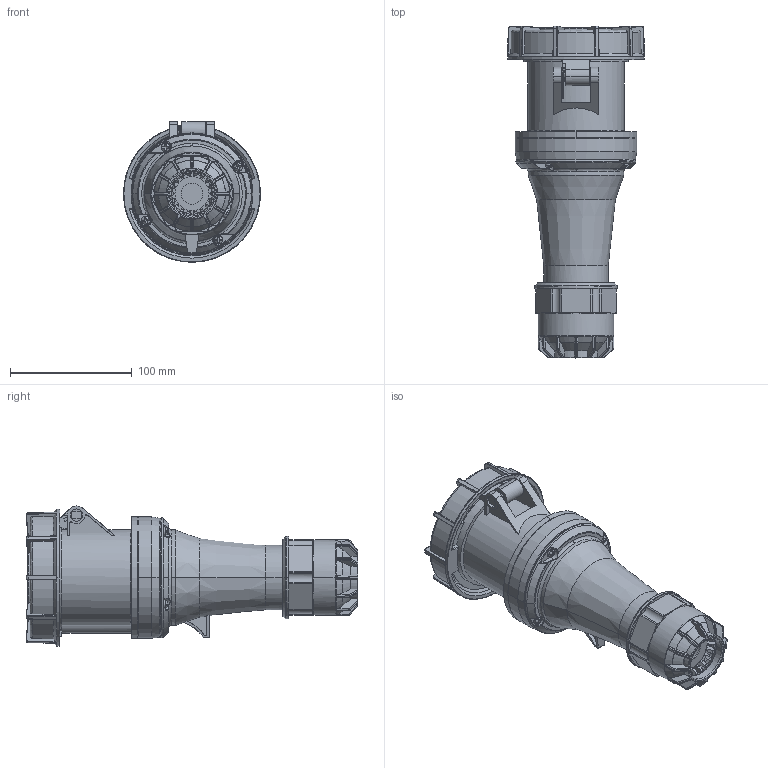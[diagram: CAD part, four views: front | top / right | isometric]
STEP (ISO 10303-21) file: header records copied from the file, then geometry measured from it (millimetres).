
FILE_DESCRIPTION (( 'STEP AP214' ), '1' );
FILE_NAME ('DEP2-2342.STEP', '2025-01-07T05:39:15', ( '' ), ( '' ), 'SwSTEP 2.0', 'SolidWorks 2022', '' );
FILE_SCHEMA (( 'AUTOMOTIVE_DESIGN' ));
Length unit declared in the file: millimetre
Products named in the file (1): DEP2-2342
Bounding box: 112.5 x 272.76 x 115.25 mm (x, y, z)
Surface area: 134079.2 mm2 (no closed solid volume)
Topology: 0 solids, 39 shells, 1004 faces, 3486 edges, 2427 vertices
Faces by surface type: bspline 335, plane 299, cylinder 242, cone 126, torus 2
Entity records: 74630 total; most frequent: CARTESIAN_POINT 38494, ORIENTED_EDGE 5784, DIRECTION 3894, EDGE_CURVE 3486, VERTEX_POINT 2427, B_SPLINE_CURVE_WITH_KNOTS 1529, AXIS2_PLACEMENT_3D 1521, EDGE_LOOP 1077
